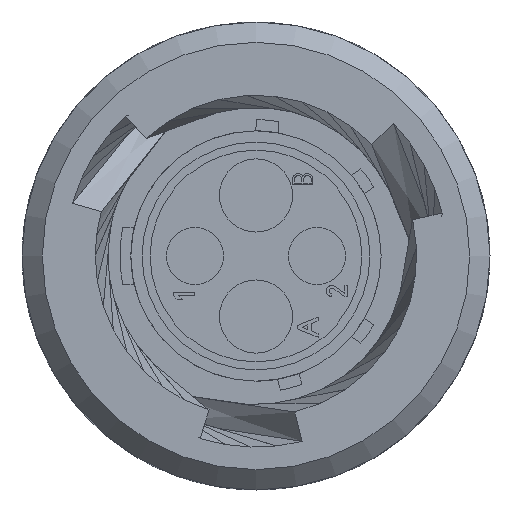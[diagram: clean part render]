
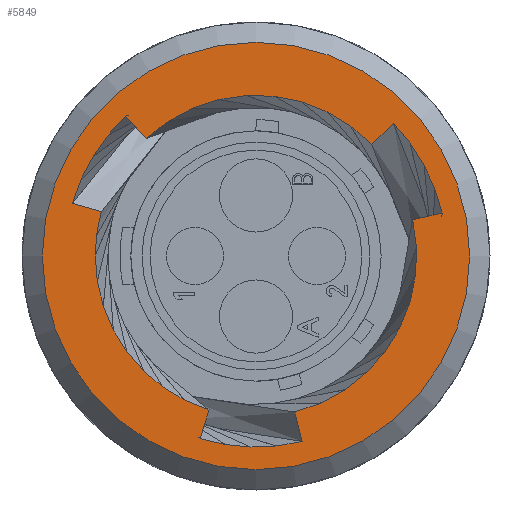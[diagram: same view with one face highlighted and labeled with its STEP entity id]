
A CAD part, left-side view. The second image highlights one B-rep face of the part: STEP entity #5849.
In plain terms, the highlighted planar face has unit normal (-1, 0, 0).
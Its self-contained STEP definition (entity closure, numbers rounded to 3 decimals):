
#268=B_SPLINE_CURVE_WITH_KNOTS('',3,(#9409,#9410,#9411,#9412),
 .UNSPECIFIED.,.F.,.F.,(4,4),(0.,1.),.UNSPECIFIED.);
#382=LINE('',#9384,#874);
#383=LINE('',#9389,#875);
#384=LINE('',#9393,#876);
#385=LINE('',#9397,#877);
#386=LINE('',#9401,#878);
#387=LINE('',#9405,#879);
#874=VECTOR('',#7196,1000.);
#875=VECTOR('',#7199,1000.);
#876=VECTOR('',#7202,1000.);
#877=VECTOR('',#7205,1000.);
#878=VECTOR('',#7208,1000.);
#879=VECTOR('',#7211,1000.);
#1594=ORIENTED_EDGE('',*,*,#3340,.F.);
#1595=ORIENTED_EDGE('',*,*,#3341,.T.);
#1596=ORIENTED_EDGE('',*,*,#3342,.T.);
#1597=ORIENTED_EDGE('',*,*,#3343,.T.);
#1598=ORIENTED_EDGE('',*,*,#3344,.T.);
#1599=ORIENTED_EDGE('',*,*,#3345,.T.);
#1600=ORIENTED_EDGE('',*,*,#3346,.T.);
#1601=ORIENTED_EDGE('',*,*,#3347,.T.);
#1602=ORIENTED_EDGE('',*,*,#3348,.T.);
#1603=ORIENTED_EDGE('',*,*,#3349,.T.);
#1604=ORIENTED_EDGE('',*,*,#3350,.T.);
#1605=ORIENTED_EDGE('',*,*,#3351,.T.);
#1606=ORIENTED_EDGE('',*,*,#3352,.T.);
#1607=ORIENTED_EDGE('',*,*,#3353,.T.);
#3340=EDGE_CURVE('',#4203,#4203,#4673,.T.);
#3341=EDGE_CURVE('',#4204,#4205,#382,.T.);
#3342=EDGE_CURVE('',#4205,#4206,#4674,.T.);
#3343=EDGE_CURVE('',#4206,#4207,#383,.T.);
#3344=EDGE_CURVE('',#4207,#4208,#4675,.T.);
#3345=EDGE_CURVE('',#4208,#4209,#384,.T.);
#3346=EDGE_CURVE('',#4209,#4210,#4676,.T.);
#3347=EDGE_CURVE('',#4210,#4211,#385,.T.);
#3348=EDGE_CURVE('',#4211,#4212,#4677,.T.);
#3349=EDGE_CURVE('',#4212,#4213,#386,.T.);
#3350=EDGE_CURVE('',#4213,#4214,#4678,.T.);
#3351=EDGE_CURVE('',#4214,#4215,#387,.T.);
#3352=EDGE_CURVE('',#4215,#4216,#4679,.T.);
#3353=EDGE_CURVE('',#4216,#4204,#268,.T.);
#4203=VERTEX_POINT('',#9383);
#4204=VERTEX_POINT('',#9385);
#4205=VERTEX_POINT('',#9386);
#4206=VERTEX_POINT('',#9388);
#4207=VERTEX_POINT('',#9390);
#4208=VERTEX_POINT('',#9392);
#4209=VERTEX_POINT('',#9394);
#4210=VERTEX_POINT('',#9396);
#4211=VERTEX_POINT('',#9398);
#4212=VERTEX_POINT('',#9400);
#4213=VERTEX_POINT('',#9402);
#4214=VERTEX_POINT('',#9404);
#4215=VERTEX_POINT('',#9406);
#4216=VERTEX_POINT('',#9408);
#4673=CIRCLE('',#6334,10.5);
#4674=CIRCLE('',#6335,9.39);
#4675=CIRCLE('',#6336,7.9);
#4676=CIRCLE('',#6337,9.39);
#4677=CIRCLE('',#6338,7.9);
#4678=CIRCLE('',#6339,9.39);
#4679=CIRCLE('',#6340,7.9);
#4871=EDGE_LOOP('',(#1594));
#4872=EDGE_LOOP('',(#1595,#1596,#1597,#1598,#1599,#1600,#1601,#1602,#1603,
#1604,#1605,#1606,#1607));
#5283=FACE_BOUND('',#4871,.T.);
#5284=FACE_BOUND('',#4872,.T.);
#5665=PLANE('',#6333);
#5849=ADVANCED_FACE('',(#5283,#5284),#5665,.F.);
#6333=AXIS2_PLACEMENT_3D('',#9381,#7192,#7193);
#6334=AXIS2_PLACEMENT_3D('',#9382,#7194,#7195);
#6335=AXIS2_PLACEMENT_3D('',#9387,#7197,#7198);
#6336=AXIS2_PLACEMENT_3D('',#9391,#7200,#7201);
#6337=AXIS2_PLACEMENT_3D('',#9395,#7203,#7204);
#6338=AXIS2_PLACEMENT_3D('',#9399,#7206,#7207);
#6339=AXIS2_PLACEMENT_3D('',#9403,#7209,#7210);
#6340=AXIS2_PLACEMENT_3D('',#9407,#7212,#7213);
#7192=DIRECTION('',(1.,0.,0.));
#7193=DIRECTION('',(0.,0.,-1.));
#7194=DIRECTION('',(1.,0.,0.));
#7195=DIRECTION('',(0.,0.,-1.));
#7196=DIRECTION('',(0.,0.961,0.276));
#7197=DIRECTION('',(1.,0.,0.));
#7198=DIRECTION('',(0.,0.,-1.));
#7199=DIRECTION('',(0.,-0.682,-0.731));
#7200=DIRECTION('',(1.,0.,0.));
#7201=DIRECTION('',(0.,0.,-1.));
#7202=DIRECTION('',(0.,-0.719,0.695));
#7203=DIRECTION('',(1.,0.,0.));
#7204=DIRECTION('',(0.,0.,-1.));
#7205=DIRECTION('',(0.,0.974,-0.225));
#7206=DIRECTION('',(1.,0.,0.));
#7207=DIRECTION('',(0.,0.,-1.));
#7208=DIRECTION('',(0.,-0.242,-0.97));
#7209=DIRECTION('',(1.,0.,0.));
#7210=DIRECTION('',(0.,0.,-1.));
#7211=DIRECTION('',(0.,-0.292,0.956));
#7212=DIRECTION('',(1.,0.,0.));
#7213=DIRECTION('',(0.,0.,-1.));
#9381=CARTESIAN_POINT('',(0.,0.,0.));
#9382=CARTESIAN_POINT('',(0.,0.,0.));
#9383=CARTESIAN_POINT('',(0.,0.,-10.5));
#9384=CARTESIAN_POINT('',(0.,7.594,2.178));
#9385=CARTESIAN_POINT('',(0.,7.594,2.178));
#9386=CARTESIAN_POINT('',(0.,9.026,2.588));
#9387=CARTESIAN_POINT('',(0.,0.,0.));
#9388=CARTESIAN_POINT('',(0.,6.404,6.867));
#9389=CARTESIAN_POINT('',(0.,6.404,6.867));
#9390=CARTESIAN_POINT('',(0.,5.388,5.778));
#9391=CARTESIAN_POINT('',(0.,0.,0.));
#9392=CARTESIAN_POINT('',(0.,-5.683,5.488));
#9393=CARTESIAN_POINT('',(0.,-5.683,5.488));
#9394=CARTESIAN_POINT('',(0.,-6.755,6.523));
#9395=CARTESIAN_POINT('',(0.,0.,0.));
#9396=CARTESIAN_POINT('',(0.,-9.149,2.112));
#9397=CARTESIAN_POINT('',(0.,-9.149,2.112));
#9398=CARTESIAN_POINT('',(0.,-7.698,1.777));
#9399=CARTESIAN_POINT('',(0.,0.,0.));
#9400=CARTESIAN_POINT('',(0.,-1.911,-7.665));
#9401=CARTESIAN_POINT('',(0.,-1.911,-7.665));
#9402=CARTESIAN_POINT('',(0.,-2.272,-9.111));
#9403=CARTESIAN_POINT('',(0.,0.,0.));
#9404=CARTESIAN_POINT('',(0.,2.745,-8.98));
#9405=CARTESIAN_POINT('',(0.,2.745,-8.98));
#9406=CARTESIAN_POINT('',(0.,2.31,-7.555));
#9407=CARTESIAN_POINT('',(0.,0.,0.));
#9408=CARTESIAN_POINT('',(0.,7.898,0.));
#9409=CARTESIAN_POINT('',(0.,7.894,0.));
#9410=CARTESIAN_POINT('',(0.,7.896,0.747));
#9411=CARTESIAN_POINT('',(0.,7.796,1.473));
#9412=CARTESIAN_POINT('',(0.,7.594,2.178));
